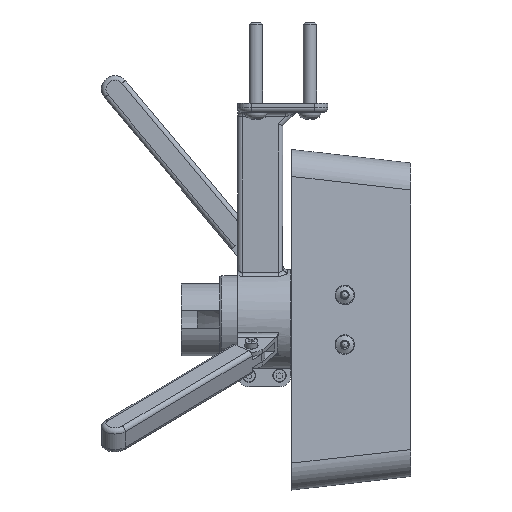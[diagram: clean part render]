
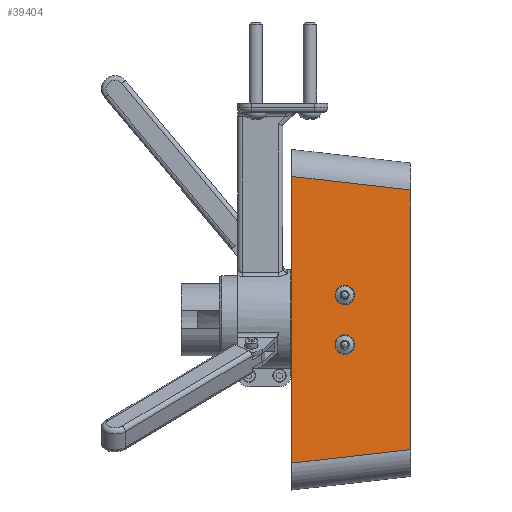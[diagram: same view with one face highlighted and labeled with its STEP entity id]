
A CAD part, left-side view. The second image highlights one B-rep face of the part: STEP entity #39404.
In plain terms, the highlighted planar face has unit normal (-0.994, -0.113, 0).
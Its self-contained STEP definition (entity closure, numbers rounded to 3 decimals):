
#416=FACE_BOUND('',#4770,.T.);
#417=FACE_BOUND('',#4771,.T.);
#901=ELLIPSE('',#42008,4.328,4.3);
#902=ELLIPSE('',#42015,4.328,4.3);
#2419=FACE_OUTER_BOUND('',#4769,.T.);
#4769=EDGE_LOOP('',(#30306,#30307,#30308,#30309));
#4770=EDGE_LOOP('',(#30310));
#4771=EDGE_LOOP('',(#30311));
#8114=LINE('',#63574,#12348);
#8207=LINE('',#63828,#12441);
#8208=LINE('',#63830,#12442);
#8209=LINE('',#63831,#12443);
#12348=VECTOR('',#48716,10.);
#12441=VECTOR('',#48991,10.);
#12442=VECTOR('',#48992,10.);
#12443=VECTOR('',#48993,10.);
#17323=VERTEX_POINT('',#63015);
#17327=VERTEX_POINT('',#63028);
#17518=VERTEX_POINT('',#63572);
#17519=VERTEX_POINT('',#63573);
#17589=VERTEX_POINT('',#63827);
#17590=VERTEX_POINT('',#63829);
#21758=EDGE_CURVE('',#17323,#17323,#901,.T.);
#21764=EDGE_CURVE('',#17327,#17327,#902,.T.);
#22034=EDGE_CURVE('',#17518,#17519,#8114,.T.);
#22162=EDGE_CURVE('',#17589,#17518,#8207,.T.);
#22163=EDGE_CURVE('',#17590,#17589,#8208,.T.);
#22164=EDGE_CURVE('',#17590,#17519,#8209,.T.);
#30306=ORIENTED_EDGE('',*,*,#22034,.F.);
#30307=ORIENTED_EDGE('',*,*,#22162,.F.);
#30308=ORIENTED_EDGE('',*,*,#22163,.F.);
#30309=ORIENTED_EDGE('',*,*,#22164,.T.);
#30310=ORIENTED_EDGE('',*,*,#21758,.T.);
#30311=ORIENTED_EDGE('',*,*,#21764,.T.);
#37536=PLANE('',#42245);
#39404=ADVANCED_FACE('',(#2419,#416,#417),#37536,.T.);
#42008=AXIS2_PLACEMENT_3D('',#63017,#48208,#48209);
#42015=AXIS2_PLACEMENT_3D('',#63030,#48224,#48225);
#42245=AXIS2_PLACEMENT_3D('',#63826,#48989,#48990);
#48208=DIRECTION('center_axis',(0.994,0.113,0.));
#48209=DIRECTION('ref_axis',(0.113,-0.994,0.));
#48224=DIRECTION('center_axis',(0.994,0.113,0.));
#48225=DIRECTION('ref_axis',(0.113,-0.994,0.));
#48716=DIRECTION('',(0.113,-0.987,-0.113));
#48989=DIRECTION('center_axis',(-0.994,-0.113,0.));
#48990=DIRECTION('ref_axis',(0.,0.,1.));
#48991=DIRECTION('',(0.,0.,1.));
#48992=DIRECTION('',(-0.113,0.987,-0.113));
#48993=DIRECTION('',(0.,0.,1.));
#63015=CARTESIAN_POINT('',(-23.23,11.9,69.15));
#63017=CARTESIAN_POINT('Origin',(-23.23,11.9,73.45));
#63028=CARTESIAN_POINT('',(-23.23,11.9,55.75));
#63030=CARTESIAN_POINT('Origin',(-23.23,11.9,51.45));
#63572=CARTESIAN_POINT('',(-25.9,35.32,125.977));
#63573=CARTESIAN_POINT('',(-19.9,-17.3,119.977));
#63574=CARTESIAN_POINT('',(-19.171,-23.693,119.248));
#63826=CARTESIAN_POINT('Origin',(-19.9,-17.3,-7.));
#63827=CARTESIAN_POINT('',(-25.9,35.32,-1.077));
#63828=CARTESIAN_POINT('',(-25.9,35.32,-13.));
#63829=CARTESIAN_POINT('',(-19.9,-17.3,4.923));
#63830=CARTESIAN_POINT('',(-19.799,-18.187,5.024));
#63831=CARTESIAN_POINT('',(-19.9,-17.3,-7.));
